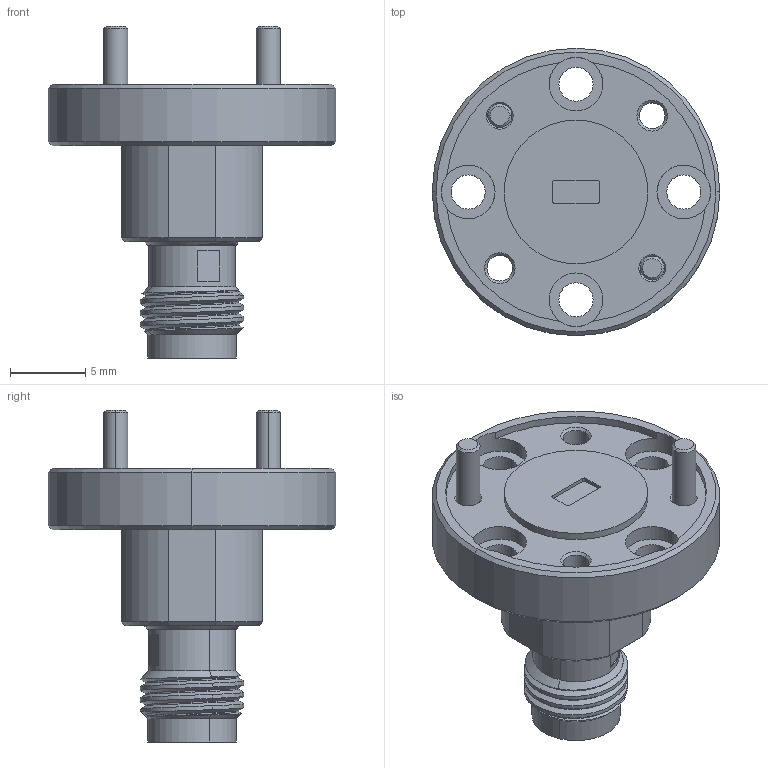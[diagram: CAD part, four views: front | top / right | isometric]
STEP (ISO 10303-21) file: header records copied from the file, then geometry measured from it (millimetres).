
FILE_DESCRIPTION (( 'STEP AP203' ), '1' );
FILE_NAME ('SWC-12VF-E1.STEP', '2024-09-23T19:31:51', ( '' ), ( '' ), 'SwSTEP 2.0', 'SolidWorks 2021', '' );
FILE_SCHEMA (( 'CONFIG_CONTROL_DESIGN' ));
Length unit declared in the file: inch
Products named in the file (1): SWC-12VF-E1
Bounding box: 19.05 x 19.05 x 22 mm (x, y, z)
Volume: 1633 mm3; surface area: 1482.3 mm2
Topology: 3 solids, 3 shells, 143 faces, 347 edges, 219 vertices
Faces by surface type: cylinder 68, plane 35, cone 33, bspline 7
Entity records: 5889 total; most frequent: CARTESIAN_POINT 2484, DIRECTION 706, ORIENTED_EDGE 694, EDGE_CURVE 347, AXIS2_PLACEMENT_3D 286, VERTEX_POINT 219, EDGE_LOOP 168, CIRCLE 149
